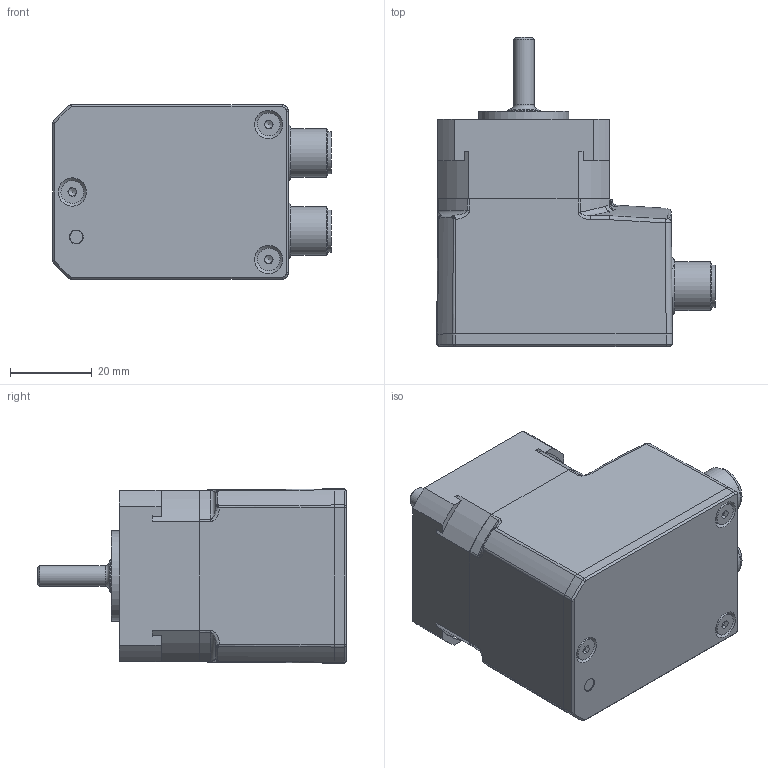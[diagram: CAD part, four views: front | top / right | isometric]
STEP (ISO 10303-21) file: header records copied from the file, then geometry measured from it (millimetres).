
FILE_DESCRIPTION(('FreeCAD Model'),'2;1');
FILE_NAME( 'MSP171M16BTxxxxxxx.STEP' ,'2024-11-22T12:12:21',('Author'),(''), 'Open CASCADE STEP processor 7.3','FreeCAD','Unknown');
FILE_SCHEMA(('AUTOMOTIVE_DESIGN { 1 0 10303 214 1 1 1 1 }'));
Products named in the file (1): MSP171M16BTxxxxxxx
Bounding box: 68.08 x 75.5 x 42.58 mm (x, y, z)
Volume: 119898.8 mm3; surface area: 18512.6 mm2
Topology: 5 solids, 10 shells, 332 faces, 2190 edges, 6101 vertices
Faces by surface type: plane 135, cylinder 73, bspline 66, cone 42, torus 15, revolution 1
Full cylindrical faces by diameter (mm): 2.5 x4, 3 x3, 3.2 x1, 3.3 x3, 3.4 x1, 5 x1, 5.54 x3, 8 x2, 9 x1, 10 x1, 10.3 x2, 11.85 x2, 13.9 x2, 15.5 x3, 18.4 x2, 22 x1, 31.8 x1
Entity records: 49857 total; most frequent: CARTESIAN_POINT 27347, DIRECTION 3610, LINE 1461, VECTOR 1461, GEOMETRIC_CURVE_SET 1458, ORIENTED_EDGE 1448, PCURVE 1448, DEFINITIONAL_REPRESENTATION 1448
